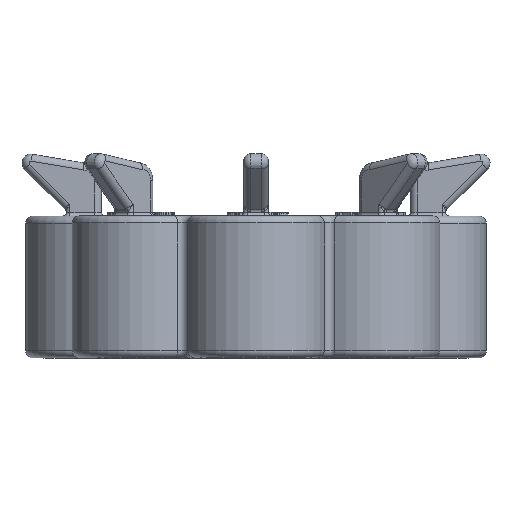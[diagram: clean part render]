
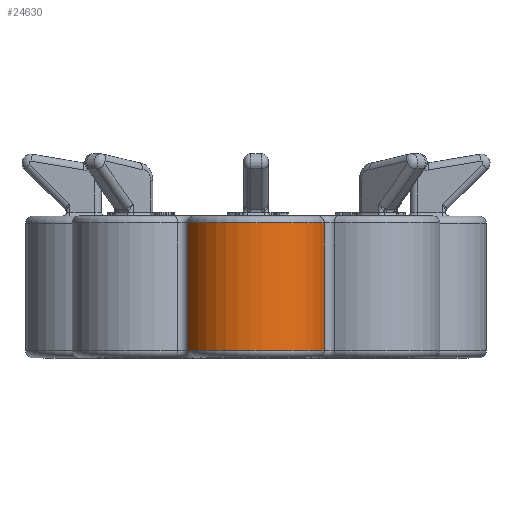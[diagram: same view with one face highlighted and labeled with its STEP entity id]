
A CAD part, top view. The second image highlights one B-rep face of the part: STEP entity #24630.
In plain terms, the highlighted cylindrical face has radius 10 mm (diameter 20 mm), a partial arc.
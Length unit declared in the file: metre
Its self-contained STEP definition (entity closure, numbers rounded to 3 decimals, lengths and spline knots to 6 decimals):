
#1091=LINE('',#35259,#3897);
#1092=LINE('',#35336,#3898);
#3897=VECTOR('',#28379,1.);
#3898=VECTOR('',#28496,1.);
#6704=CYLINDRICAL_SURFACE('',#26337,0.01);
#6998=CIRCLE('',#26229,0.01);
#7040=CIRCLE('',#26289,0.01);
#7827=ORIENTED_EDGE('',*,*,#15054,.T.);
#7828=ORIENTED_EDGE('',*,*,#15016,.T.);
#7829=ORIENTED_EDGE('',*,*,#15012,.F.);
#7830=ORIENTED_EDGE('',*,*,#15060,.T.);
#15012=EDGE_CURVE('',#18667,#18669,#1091,.T.);
#15016=EDGE_CURVE('',#18671,#18669,#6998,.T.);
#15054=EDGE_CURVE('',#18688,#18671,#1092,.T.);
#15060=EDGE_CURVE('',#18667,#18688,#7040,.T.);
#18667=VERTEX_POINT('',#35251);
#18669=VERTEX_POINT('',#35257);
#18671=VERTEX_POINT('',#35263);
#18688=VERTEX_POINT('',#35337);
#21280=EDGE_LOOP('',(#7827,#7828,#7829,#7830));
#22872=FACE_BOUND('',#21280,.T.);
#24630=ADVANCED_FACE('',(#22872),#6704,.T.);
#26229=AXIS2_PLACEMENT_3D('',#35267,#28388,#28389);
#26289=AXIS2_PLACEMENT_3D('',#35346,#28510,#28511);
#26337=AXIS2_PLACEMENT_3D('',#35506,#28622,#28623);
#28379=DIRECTION('',(0.,1.,0.));
#28388=DIRECTION('',(0.,-1.,0.));
#28389=DIRECTION('',(0.,0.,1.));
#28496=DIRECTION('',(0.,1.,0.));
#28510=DIRECTION('',(0.,1.,0.));
#28511=DIRECTION('',(0.,0.,1.));
#28622=DIRECTION('',(0.,1.,0.));
#28623=DIRECTION('',(1.,0.,0.));
#35251=CARTESIAN_POINT('',(-0.009613,0.001,0.025254));
#35257=CARTESIAN_POINT('',(-0.009613,0.019,0.025254));
#35259=CARTESIAN_POINT('',(-0.009613,0.001,0.025254));
#35263=CARTESIAN_POINT('',(0.009613,0.019,0.025254));
#35267=CARTESIAN_POINT('',(0.,0.019,0.0225));
#35336=CARTESIAN_POINT('',(0.009613,0.001,0.025254));
#35337=CARTESIAN_POINT('',(0.009613,0.001,0.025254));
#35346=CARTESIAN_POINT('',(0.,0.001,0.0225));
#35506=CARTESIAN_POINT('',(0.,-0.001,0.0225));
